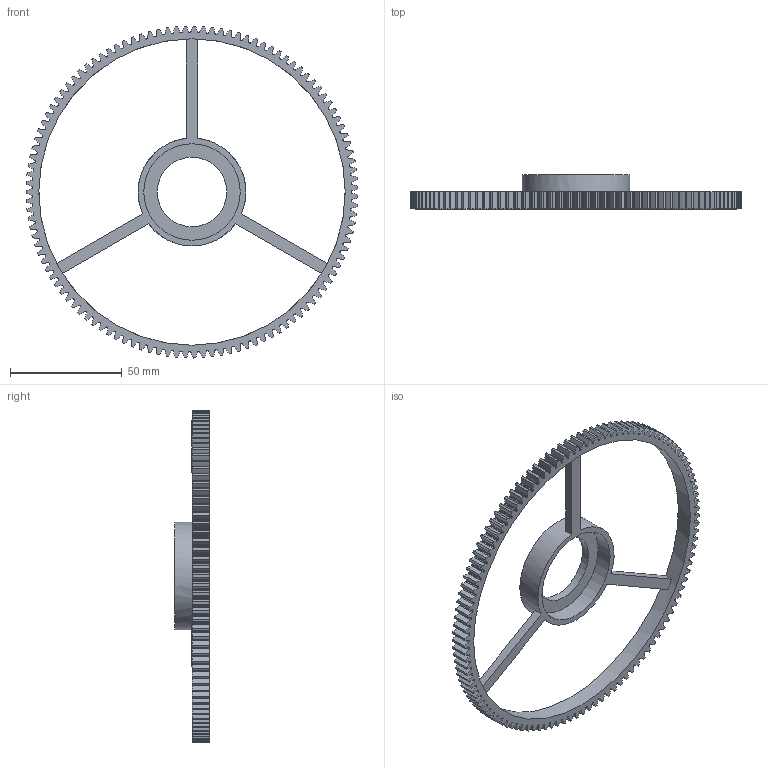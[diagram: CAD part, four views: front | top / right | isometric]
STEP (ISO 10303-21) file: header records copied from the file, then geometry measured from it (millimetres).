
FILE_DESCRIPTION(/* description */ ('STEP AP242','CAx-IF Rec.Pracs.---Representation and Presentation of Product Manufacturing Information (PMI)---4.0---2014-10-13','CAx-IF Rec.Pracs.---3D Tessellated Geometry---0.4---2014-09-14','2;1'),/* implementation_level */ '2;1');
FILE_NAME(/* name */ '67657d3467f02c7fbb4501e4',/* time_stamp */ '2024-12-20T14:20:40Z',/* author */ (''),/* organization */ (''),/* preprocessor_version */ 'ST-DEVELOPER v20',/* originating_system */ 'ONSHAPE BY PTC INC, 1.191',/* authorisation */ ' ');
FILE_SCHEMA (('AP242_MANAGED_MODEL_BASED_3D_ENGINEERING_MIM_LF { 1 0 10303 442 1 1 4 }'));
Length unit declared in the file: metre
Products named in the file (1): Spur gear (115 teeth)
Bounding box: 148.57 x 15.24 x 148.59 mm (x, y, z)
Volume: 24225.6 mm3; surface area: 21575 mm2
Topology: 1 solids, 1 shells, 705 faces, 2118 edges, 1412 vertices
Faces by surface type: cylinder 694, plane 11
Full cylindrical faces by diameter (mm): 31.115 x1, 43.18 x1, 48.26 x1, 137.16 x1
Entity records: 24920 total; most frequent: CARTESIAN_POINT 4918, DIRECTION 4692, ORIENTED_EDGE 4224, EDGE_CURVE 2112, AXIS2_PLACEMENT_3D 2104, VERTEX_POINT 1410, CIRCLE 1398, EDGE_LOOP 714
